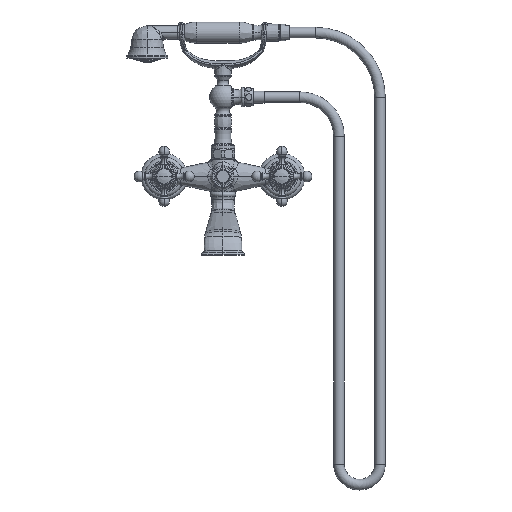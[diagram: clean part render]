
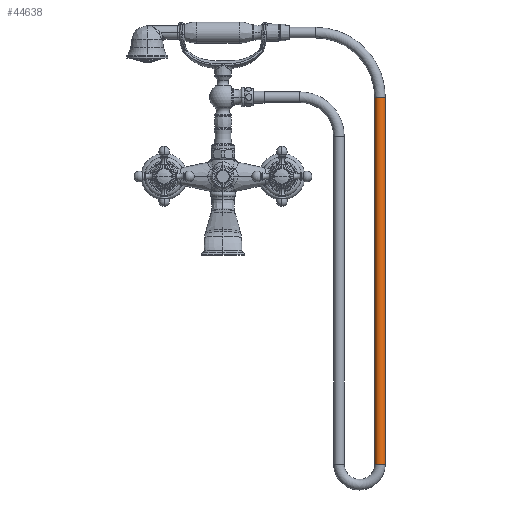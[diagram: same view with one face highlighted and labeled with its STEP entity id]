
A CAD part, top view. The second image highlights one B-rep face of the part: STEP entity #44638.
In plain terms, the highlighted cylindrical face has radius 6.858 mm (diameter 13.716 mm), a partial arc.
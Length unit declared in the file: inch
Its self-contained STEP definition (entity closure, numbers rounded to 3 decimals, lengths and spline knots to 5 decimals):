
#15470=DIRECTION('',(0.,-1.,0.));
#15471=VECTOR('',#15470,18.713);
#15472=CARTESIAN_POINT('',(7.73343,4.04827,0.));
#15473=LINE('',#15472,#15471);
#15474=CARTESIAN_POINT('',(8.00343,4.04827,0.));
#15475=DIRECTION('',(0.,-1.,0.));
#15476=DIRECTION('',(1.,0.,0.));
#15477=AXIS2_PLACEMENT_3D('',#15474,#15475,#15476);
#15479=DIRECTION('',(0.,-1.,0.));
#15480=VECTOR('',#15479,18.713);
#15481=CARTESIAN_POINT('',(8.27343,4.04827,0.));
#15482=LINE('',#15481,#15480);
#15483=CARTESIAN_POINT('',(8.00343,-14.66473,0.));
#15484=DIRECTION('',(0.,-1.,0.));
#15485=DIRECTION('',(1.,0.,0.));
#15486=AXIS2_PLACEMENT_3D('',#15483,#15484,#15485);
#17545=CARTESIAN_POINT('',(7.73343,4.04827,0.));
#17546=CARTESIAN_POINT('',(8.27343,4.04827,0.));
#17547=VERTEX_POINT('',#17545);
#17548=VERTEX_POINT('',#17546);
#17549=CARTESIAN_POINT('',(7.73343,-14.66473,0.));
#17550=VERTEX_POINT('',#17549);
#17551=CARTESIAN_POINT('',(8.27343,-14.66473,0.));
#17552=VERTEX_POINT('',#17551);
#44626=CARTESIAN_POINT('',(8.00343,4.04827,0.));
#44627=DIRECTION('',(0.,-1.,0.));
#44628=DIRECTION('',(-1.,0.,0.));
#44629=AXIS2_PLACEMENT_3D('',#44626,#44627,#44628);
#44630=CYLINDRICAL_SURFACE('',#44629,0.27);
#44631=ORIENTED_EDGE('',*,*,#44591,.F.);
#44632=ORIENTED_EDGE('',*,*,#44621,.T.);
#44634=ORIENTED_EDGE('',*,*,#44633,.T.);
#44635=ORIENTED_EDGE('',*,*,#44617,.F.);
#44636=EDGE_LOOP('',(#44631,#44632,#44634,#44635));
#44637=FACE_OUTER_BOUND('',#44636,.F.);
#44638=ADVANCED_FACE('',(#44637),#44630,.T.);
#15478=CIRCLE('',#15477,0.27);
#15487=CIRCLE('',#15486,0.27);
#44591=EDGE_CURVE('',#17548,#17547,#15478,.T.);
#44617=EDGE_CURVE('',#17547,#17550,#15473,.T.);
#44621=EDGE_CURVE('',#17548,#17552,#15482,.T.);
#44633=EDGE_CURVE('',#17552,#17550,#15487,.T.);
